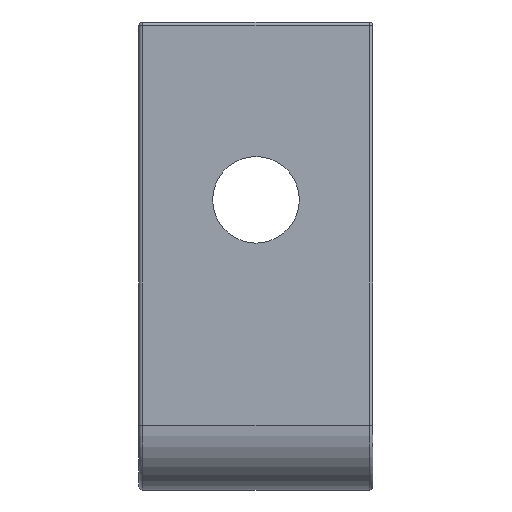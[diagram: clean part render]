
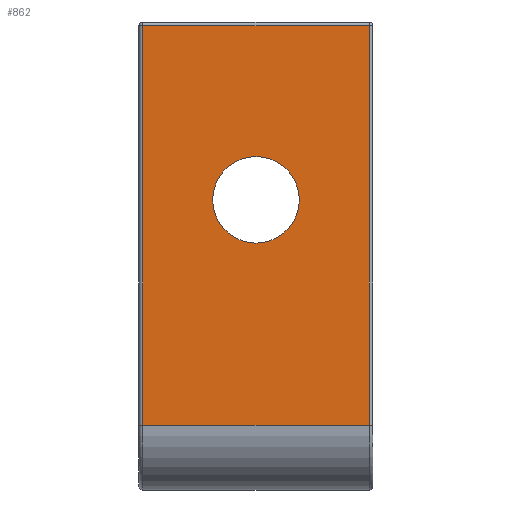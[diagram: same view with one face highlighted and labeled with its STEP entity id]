
A CAD part, left-side view. The second image highlights one B-rep face of the part: STEP entity #862.
In plain terms, the highlighted planar face has unit normal (-1, 0, 0).
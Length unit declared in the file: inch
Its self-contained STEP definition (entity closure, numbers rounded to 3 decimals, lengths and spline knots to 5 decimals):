
#29 = ORIENTED_EDGE ( 'NONE', *, *, #743, .T. ) ;
#44 = AXIS2_PLACEMENT_3D ( 'NONE', #633, #1136, #234 ) ;
#70 = DIRECTION ( 'NONE',  ( 0., -1., 0. ) ) ;
#76 = FACE_OUTER_BOUND ( 'NONE', #739, .T. ) ;
#94 = CARTESIAN_POINT ( 'NONE',  ( -0.03925, 0., 0.58075 ) ) ;
#110 = ORIENTED_EDGE ( 'NONE', *, *, #726, .F. ) ;
#136 = CARTESIAN_POINT ( 'NONE',  ( -0.03925, 0.25, 0.9529 ) ) ;
#169 = CARTESIAN_POINT ( 'NONE',  ( -0.03925, -0.24215, 0.96075 ) ) ;
#234 = DIRECTION ( 'NONE',  ( 0., 0., -1. ) ) ;
#235 = FACE_BOUND ( 'NONE', #1120, .T. ) ;
#260 = VERTEX_POINT ( 'NONE', #987 ) ;
#276 = AXIS2_PLACEMENT_3D ( 'NONE', #94, #380, #746 ) ;
#335 = VERTEX_POINT ( 'NONE', #768 ) ;
#340 = CARTESIAN_POINT ( 'NONE',  ( -0.03925, 0.24215, 0.09925 ) ) ;
#380 = DIRECTION ( 'NONE',  ( -1., 0., 0. ) ) ;
#418 = ORIENTED_EDGE ( 'NONE', *, *, #740, .T. ) ;
#476 = CARTESIAN_POINT ( 'NONE',  ( -0.03925, 0.25, 0.09925 ) ) ;
#503 = CARTESIAN_POINT ( 'NONE',  ( -0.03925, 0., 0.58075 ) ) ;
#566 = VECTOR ( 'NONE', #659, 39.37008 ) ;
#579 = VECTOR ( 'NONE', #70, 39.37008 ) ;
#585 = VERTEX_POINT ( 'NONE', #340 ) ;
#593 = LINE ( 'NONE', #737, #1065 ) ;
#594 = ORIENTED_EDGE ( 'NONE', *, *, #1078, .F. ) ;
#602 = CARTESIAN_POINT ( 'NONE',  ( -0.03925, 0., 0.48825 ) ) ;
#633 = CARTESIAN_POINT ( 'NONE',  ( -0.03925, 0.25, 0.96075 ) ) ;
#647 = DIRECTION ( 'NONE',  ( 0., 0., -1. ) ) ;
#654 = CIRCLE ( 'NONE', #276, 0.0925 ) ;
#659 = DIRECTION ( 'NONE',  ( 0., 0., 1. ) ) ;
#662 = VERTEX_POINT ( 'NONE', #602 ) ;
#676 = EDGE_CURVE ( 'NONE', #585, #941, #1139, .T. ) ;
#726 = EDGE_CURVE ( 'NONE', #662, #335, #654, .T. ) ;
#729 = CARTESIAN_POINT ( 'NONE',  ( -0.03925, -0.24215, 0.9529 ) ) ;
#737 = CARTESIAN_POINT ( 'NONE',  ( -0.03925, 0.24215, 0.96075 ) ) ;
#739 = EDGE_LOOP ( 'NONE', ( #994, #29, #418, #762 ) ) ;
#740 = EDGE_CURVE ( 'NONE', #1157, #260, #1029, .T. ) ;
#743 = EDGE_CURVE ( 'NONE', #941, #1157, #797, .T. ) ;
#746 = DIRECTION ( 'NONE',  ( 0., 0., -1. ) ) ;
#762 = ORIENTED_EDGE ( 'NONE', *, *, #838, .T. ) ;
#768 = CARTESIAN_POINT ( 'NONE',  ( -0.03925, 0., 0.67325 ) ) ;
#797 = LINE ( 'NONE', #169, #566 ) ;
#808 = DIRECTION ( 'NONE',  ( 0., 0., -1. ) ) ;
#838 = EDGE_CURVE ( 'NONE', #260, #585, #593, .T. ) ;
#839 = AXIS2_PLACEMENT_3D ( 'NONE', #503, #997, #808 ) ;
#862 = ADVANCED_FACE ( 'NONE', ( #235, #76 ), #951, .F. ) ;
#941 = VERTEX_POINT ( 'NONE', #1088 ) ;
#951 = PLANE ( 'NONE',  #44 ) ;
#956 = VECTOR ( 'NONE', #1257, 39.37008 ) ;
#987 = CARTESIAN_POINT ( 'NONE',  ( -0.03925, 0.24215, 0.9529 ) ) ;
#994 = ORIENTED_EDGE ( 'NONE', *, *, #676, .T. ) ;
#997 = DIRECTION ( 'NONE',  ( -1., 0., 0. ) ) ;
#1029 = LINE ( 'NONE', #136, #956 ) ;
#1065 = VECTOR ( 'NONE', #647, 39.37008 ) ;
#1078 = EDGE_CURVE ( 'NONE', #335, #662, #1168, .T. ) ;
#1088 = CARTESIAN_POINT ( 'NONE',  ( -0.03925, -0.24215, 0.09925 ) ) ;
#1120 = EDGE_LOOP ( 'NONE', ( #110, #594 ) ) ;
#1136 = DIRECTION ( 'NONE',  ( 1., 0., 0. ) ) ;
#1139 = LINE ( 'NONE', #476, #579 ) ;
#1157 = VERTEX_POINT ( 'NONE', #729 ) ;
#1168 = CIRCLE ( 'NONE', #839, 0.0925 ) ;
#1257 = DIRECTION ( 'NONE',  ( 0., 1., 0. ) ) ;
